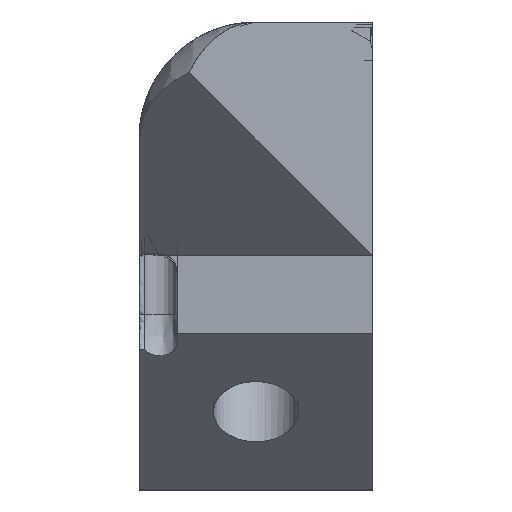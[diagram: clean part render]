
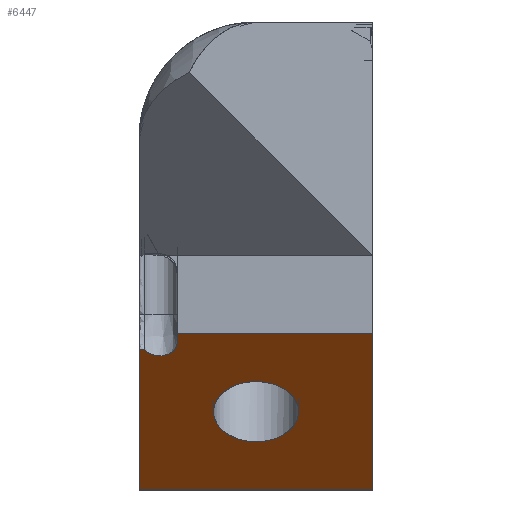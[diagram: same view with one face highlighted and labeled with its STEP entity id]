
A CAD part, front view. The second image highlights one B-rep face of the part: STEP entity #6447.
In plain terms, the highlighted free-form (B-spline) face has degree [1, 1] with [2, 2] control points.
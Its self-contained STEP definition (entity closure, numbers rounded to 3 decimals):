
#14=FACE_BOUND('',#2062,.T.);
#26=LINE('',#13929,#44);
#44=VECTOR('',#7289,10.);
#448=B_SPLINE_CURVE_WITH_KNOTS('',1,(#13898,#13899),.UNSPECIFIED.,.F.,.F.,
(2,2),(0.177,0.475),.UNSPECIFIED.);
#449=B_SPLINE_CURVE_WITH_KNOTS('',1,(#13901,#13902),.UNSPECIFIED.,.F.,.F.,
(2,2),(-0.68,-0.226),.UNSPECIFIED.);
#450=B_SPLINE_CURVE_WITH_KNOTS('',1,(#13904,#13905),.UNSPECIFIED.,.F.,.F.,
(2,2),(-0.475,-0.456),.UNSPECIFIED.);
#451=B_SPLINE_CURVE_WITH_KNOTS('',3,(#13907,#13908,#13909,#13910,#13911,
#13912,#13913,#13914,#13915,#13916,#13917,#13918,#13919),.UNSPECIFIED.,
 .F.,.F.,(4,3,3,3,4),(0.,0.113,0.227,
0.33,0.44),.UNSPECIFIED.);
#452=B_SPLINE_CURVE_WITH_KNOTS('',3,(#13921,#13922,#13923,#13924,#13925,
#13926,#13927),.UNSPECIFIED.,.F.,.F.,(4,3,4),(0.,0.038,0.069),
 .UNSPECIFIED.);
#453=B_SPLINE_CURVE_WITH_KNOTS('',1,(#13930,#13931),.UNSPECIFIED.,.F.,.F.,
(2,2),(0.137,0.68),.UNSPECIFIED.);
#454=B_SPLINE_CURVE_WITH_KNOTS('',3,(#13933,#13934,#13935,#13936,#13937,
#13938,#13939,#13940,#13941,#13942,#13943,#13944,#13945,#13946,#13947,#13948,
#13949,#13950,#13951,#13952,#13953,#13954,#13955,#13956,#13957),
 .UNSPECIFIED.,.T.,.F.,(4,3,3,3,3,3,3,3,4),(-2.578,-2.317,
-1.934,-1.551,-1.289,-1.027,
-0.645,-0.262,0.),.UNSPECIFIED.);
#1270=B_SPLINE_SURFACE_WITH_KNOTS('',1,1,((#13892,#13893),(#13894,#13895)),
 .UNSPECIFIED.,.F.,.F.,.F.,(2,2),(2,2),(0.,1.),(-0.781,0.),
 .UNSPECIFIED.);
#1780=FACE_OUTER_BOUND('',#2061,.T.);
#2061=EDGE_LOOP('',(#5406,#5407,#5408,#5409,#5410,#5411,#5412));
#2062=EDGE_LOOP('',(#5413));
#2812=VERTEX_POINT('',#13896);
#2813=VERTEX_POINT('',#13897);
#2814=VERTEX_POINT('',#13900);
#2815=VERTEX_POINT('',#13903);
#2816=VERTEX_POINT('',#13906);
#2817=VERTEX_POINT('',#13920);
#2818=VERTEX_POINT('',#13928);
#2819=VERTEX_POINT('',#13932);
#4103=EDGE_CURVE('',#2812,#2813,#448,.T.);
#4104=EDGE_CURVE('',#2813,#2814,#449,.T.);
#4105=EDGE_CURVE('',#2814,#2815,#450,.T.);
#4106=EDGE_CURVE('',#2815,#2816,#451,.T.);
#4107=EDGE_CURVE('',#2816,#2817,#452,.T.);
#4108=EDGE_CURVE('',#2817,#2818,#26,.T.);
#4109=EDGE_CURVE('',#2818,#2812,#453,.T.);
#4110=EDGE_CURVE('',#2819,#2819,#454,.T.);
#5406=ORIENTED_EDGE('',*,*,#4103,.T.);
#5407=ORIENTED_EDGE('',*,*,#4104,.T.);
#5408=ORIENTED_EDGE('',*,*,#4105,.T.);
#5409=ORIENTED_EDGE('',*,*,#4106,.T.);
#5410=ORIENTED_EDGE('',*,*,#4107,.T.);
#5411=ORIENTED_EDGE('',*,*,#4108,.T.);
#5412=ORIENTED_EDGE('',*,*,#4109,.T.);
#5413=ORIENTED_EDGE('',*,*,#4110,.T.);
#6447=ADVANCED_FACE('',(#1780,#14),#1270,.T.);
#7289=DIRECTION('',(0.,0.707,-0.707));
#13892=CARTESIAN_POINT('Ctrl Pts',(54.348,-139.27,499.862));
#13893=CARTESIAN_POINT('Ctrl Pts',(22.718,-139.27,499.862));
#13894=CARTESIAN_POINT('Ctrl Pts',(54.348,-188.703,549.294));
#13895=CARTESIAN_POINT('Ctrl Pts',(22.718,-188.703,549.294));
#13896=CARTESIAN_POINT('',(50.284,-148.029,508.62));
#13897=CARTESIAN_POINT('',(50.284,-162.756,523.347));
#13898=CARTESIAN_POINT('Ctrl Pts',(50.284,-148.029,508.62));
#13899=CARTESIAN_POINT('Ctrl Pts',(50.284,-162.756,523.347));
#13900=CARTESIAN_POINT('',(31.859,-162.756,523.347));
#13901=CARTESIAN_POINT('Ctrl Pts',(50.284,-162.756,523.347));
#13902=CARTESIAN_POINT('Ctrl Pts',(31.859,-162.756,523.347));
#13903=CARTESIAN_POINT('',(31.859,-161.807,522.398));
#13904=CARTESIAN_POINT('Ctrl Pts',(31.859,-162.756,523.347));
#13905=CARTESIAN_POINT('Ctrl Pts',(31.859,-161.807,522.398));
#13906=CARTESIAN_POINT('',(28.779,-161.227,521.818));
#13907=CARTESIAN_POINT('Ctrl Pts',(31.859,-161.807,522.398));
#13908=CARTESIAN_POINT('Ctrl Pts',(31.858,-161.557,522.149));
#13909=CARTESIAN_POINT('Ctrl Pts',(31.739,-161.296,521.888));
#13910=CARTESIAN_POINT('Ctrl Pts',(31.502,-161.086,521.677));
#13911=CARTESIAN_POINT('Ctrl Pts',(31.287,-160.894,521.486));
#13912=CARTESIAN_POINT('Ctrl Pts',(30.96,-160.734,521.325));
#13913=CARTESIAN_POINT('Ctrl Pts',(30.571,-160.671,521.262));
#13914=CARTESIAN_POINT('Ctrl Pts',(30.237,-160.618,521.209));
#13915=CARTESIAN_POINT('Ctrl Pts',(29.884,-160.642,521.233));
#13916=CARTESIAN_POINT('Ctrl Pts',(29.578,-160.732,521.323));
#13917=CARTESIAN_POINT('Ctrl Pts',(29.221,-160.836,521.427));
#13918=CARTESIAN_POINT('Ctrl Pts',(28.946,-161.022,521.613));
#13919=CARTESIAN_POINT('Ctrl Pts',(28.779,-161.227,521.818));
#13920=CARTESIAN_POINT('',(28.284,-161.226,521.817));
#13921=CARTESIAN_POINT('Ctrl Pts',(28.779,-161.227,521.818));
#13922=CARTESIAN_POINT('Ctrl Pts',(28.706,-161.281,521.872));
#13923=CARTESIAN_POINT('Ctrl Pts',(28.583,-161.339,521.931));
#13924=CARTESIAN_POINT('Ctrl Pts',(28.451,-161.342,521.933));
#13925=CARTESIAN_POINT('Ctrl Pts',(28.324,-161.344,521.935));
#13926=CARTESIAN_POINT('Ctrl Pts',(28.284,-161.29,521.881));
#13927=CARTESIAN_POINT('Ctrl Pts',(28.284,-161.226,521.817));
#13928=CARTESIAN_POINT('',(28.284,-148.029,508.62));
#13929=CARTESIAN_POINT('',(28.284,-161.226,521.817));
#13930=CARTESIAN_POINT('Ctrl Pts',(28.284,-148.029,508.62));
#13931=CARTESIAN_POINT('Ctrl Pts',(50.284,-148.029,508.62));
#13932=CARTESIAN_POINT('',(43.284,-155.392,515.984));
#13933=CARTESIAN_POINT('Ctrl Pts',(43.284,-155.392,515.984));
#13934=CARTESIAN_POINT('Ctrl Pts',(43.284,-154.471,515.062));
#13935=CARTESIAN_POINT('Ctrl Pts',(42.684,-153.797,514.388));
#13936=CARTESIAN_POINT('Ctrl Pts',(42.112,-153.392,513.984));
#13937=CARTESIAN_POINT('Ctrl Pts',(41.276,-152.801,513.393));
#13938=CARTESIAN_POINT('Ctrl Pts',(40.226,-152.564,513.155));
#13939=CARTESIAN_POINT('Ctrl Pts',(39.284,-152.564,513.155));
#13940=CARTESIAN_POINT('Ctrl Pts',(38.342,-152.564,513.155));
#13941=CARTESIAN_POINT('Ctrl Pts',(37.291,-152.801,513.393));
#13942=CARTESIAN_POINT('Ctrl Pts',(36.455,-153.392,513.984));
#13943=CARTESIAN_POINT('Ctrl Pts',(35.883,-153.797,514.388));
#13944=CARTESIAN_POINT('Ctrl Pts',(35.284,-154.471,515.062));
#13945=CARTESIAN_POINT('Ctrl Pts',(35.284,-155.392,515.984));
#13946=CARTESIAN_POINT('Ctrl Pts',(35.284,-156.314,516.906));
#13947=CARTESIAN_POINT('Ctrl Pts',(35.883,-156.988,517.579));
#13948=CARTESIAN_POINT('Ctrl Pts',(36.455,-157.392,517.984));
#13949=CARTESIAN_POINT('Ctrl Pts',(37.291,-157.984,518.575));
#13950=CARTESIAN_POINT('Ctrl Pts',(38.342,-158.221,518.812));
#13951=CARTESIAN_POINT('Ctrl Pts',(39.284,-158.221,518.812));
#13952=CARTESIAN_POINT('Ctrl Pts',(40.226,-158.221,518.812));
#13953=CARTESIAN_POINT('Ctrl Pts',(41.276,-157.984,518.575));
#13954=CARTESIAN_POINT('Ctrl Pts',(42.112,-157.392,517.984));
#13955=CARTESIAN_POINT('Ctrl Pts',(42.684,-156.988,517.579));
#13956=CARTESIAN_POINT('Ctrl Pts',(43.284,-156.314,516.906));
#13957=CARTESIAN_POINT('Ctrl Pts',(43.284,-155.392,515.984));
